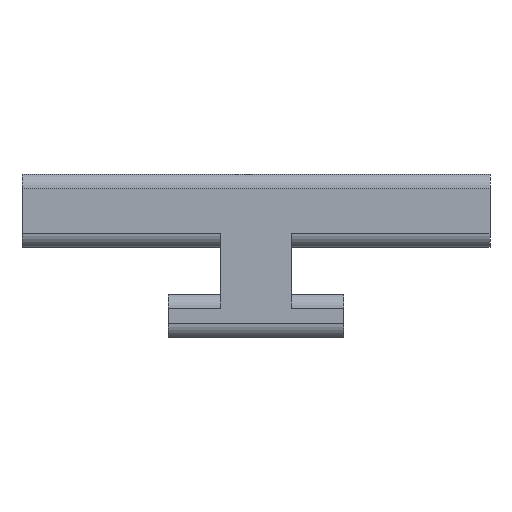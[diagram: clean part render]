
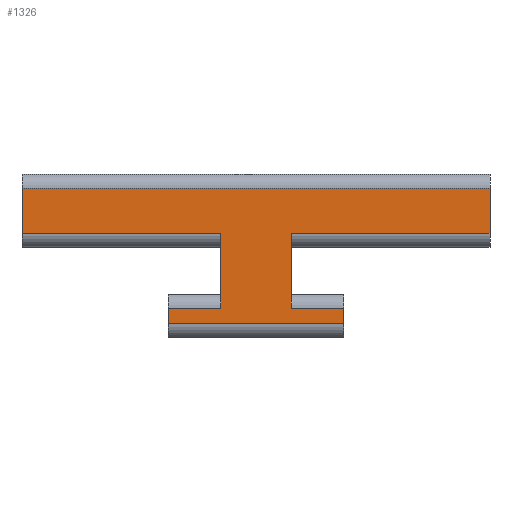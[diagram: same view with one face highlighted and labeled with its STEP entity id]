
A CAD part, front view. The second image highlights one B-rep face of the part: STEP entity #1326.
In plain terms, the highlighted planar face has unit normal (0, -1, 0).
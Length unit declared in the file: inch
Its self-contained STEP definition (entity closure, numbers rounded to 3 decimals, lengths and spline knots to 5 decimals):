
#825=CARTESIAN_POINT('Vertex',(-1.,-38.38,-0.09625)) ;
#828=CARTESIAN_POINT('Line Origine',(-1.,-38.38,0.)) ;
#832=CARTESIAN_POINT('Vertex',(-1.,-38.38,0.09625)) ;
#881=CARTESIAN_POINT('Vertex',(-0.15,-38.38,-0.09625)) ;
#884=CARTESIAN_POINT('Line Origine',(0.,-38.38,-0.09625)) ;
#905=CARTESIAN_POINT('Vertex',(-0.15,-38.38,-0.41625)) ;
#908=CARTESIAN_POINT('Line Origine',(-0.15,-38.38,-0.25625)) ;
#1138=CARTESIAN_POINT('Vertex',(-0.375,-38.38,-0.41625)) ;
#1141=CARTESIAN_POINT('Line Origine',(0.,-38.38,-0.41625)) ;
#1176=CARTESIAN_POINT('Vertex',(-0.375,-38.38,-0.48375)) ;
#1179=CARTESIAN_POINT('Line Origine',(-0.375,-38.38,-0.45)) ;
#1252=CARTESIAN_POINT('Vertex',(1.,-38.38,0.09625)) ;
#1255=CARTESIAN_POINT('Line Origine',(0.,-38.38,0.09625)) ;
#1267=CARTESIAN_POINT('Axis2P3D Location',(0.,-38.38,0.)) ;
#1272=CARTESIAN_POINT('Line Origine',(0.,-38.38,-0.48375)) ;
#1276=CARTESIAN_POINT('Vertex',(0.375,-38.38,-0.48375)) ;
#1279=CARTESIAN_POINT('Line Origine',(0.375,-38.38,-0.45)) ;
#1283=CARTESIAN_POINT('Vertex',(0.375,-38.38,-0.41625)) ;
#1286=CARTESIAN_POINT('Line Origine',(0.2625,-38.38,-0.41625)) ;
#1290=CARTESIAN_POINT('Vertex',(0.15,-38.38,-0.41625)) ;
#1293=CARTESIAN_POINT('Line Origine',(0.15,-38.38,-0.25625)) ;
#1297=CARTESIAN_POINT('Vertex',(0.15,-38.38,-0.09625)) ;
#1300=CARTESIAN_POINT('Line Origine',(0.575,-38.38,-0.09625)) ;
#1304=CARTESIAN_POINT('Vertex',(1.,-38.38,-0.09625)) ;
#1307=CARTESIAN_POINT('Line Origine',(1.,-38.38,0.)) ;
#829=DIRECTION('Vector Direction',(0.,0.,1.)) ;
#885=DIRECTION('Vector Direction',(-1.,0.,0.)) ;
#909=DIRECTION('Vector Direction',(0.,0.,-1.)) ;
#1142=DIRECTION('Vector Direction',(1.,0.,0.)) ;
#1180=DIRECTION('Vector Direction',(0.,0.,1.)) ;
#1256=DIRECTION('Vector Direction',(-1.,0.,0.)) ;
#1268=DIRECTION('Axis2P3D Direction',(0.,1.,-0.)) ;
#1269=DIRECTION('Axis2P3D XDirection',(-1.,0.,0.)) ;
#1273=DIRECTION('Vector Direction',(-1.,0.,0.)) ;
#1280=DIRECTION('Vector Direction',(0.,0.,-1.)) ;
#1287=DIRECTION('Vector Direction',(1.,0.,0.)) ;
#1294=DIRECTION('Vector Direction',(0.,0.,-1.)) ;
#1301=DIRECTION('Vector Direction',(-1.,0.,0.)) ;
#1308=DIRECTION('Vector Direction',(0.,0.,-1.)) ;
#1270=AXIS2_PLACEMENT_3D('Plane Axis2P3D',#1267,#1268,#1269) ;
#1313=ORIENTED_EDGE('',*,*,#1145,.F.) ;
#1314=ORIENTED_EDGE('',*,*,#1183,.F.) ;
#1315=ORIENTED_EDGE('',*,*,#1278,.F.) ;
#1316=ORIENTED_EDGE('',*,*,#1285,.F.) ;
#1317=ORIENTED_EDGE('',*,*,#1292,.F.) ;
#1318=ORIENTED_EDGE('',*,*,#1299,.F.) ;
#1319=ORIENTED_EDGE('',*,*,#1306,.F.) ;
#1320=ORIENTED_EDGE('',*,*,#1311,.F.) ;
#1321=ORIENTED_EDGE('',*,*,#1259,.F.) ;
#1322=ORIENTED_EDGE('',*,*,#834,.F.) ;
#1323=ORIENTED_EDGE('',*,*,#888,.F.) ;
#1324=ORIENTED_EDGE('',*,*,#912,.F.) ;
#830=VECTOR('Line Direction',#829,0.03937) ;
#886=VECTOR('Line Direction',#885,0.03937) ;
#910=VECTOR('Line Direction',#909,0.03937) ;
#1143=VECTOR('Line Direction',#1142,0.03937) ;
#1181=VECTOR('Line Direction',#1180,0.03937) ;
#1257=VECTOR('Line Direction',#1256,0.03937) ;
#1274=VECTOR('Line Direction',#1273,0.03937) ;
#1281=VECTOR('Line Direction',#1280,0.03937) ;
#1288=VECTOR('Line Direction',#1287,0.03937) ;
#1295=VECTOR('Line Direction',#1294,0.03937) ;
#1302=VECTOR('Line Direction',#1301,0.03937) ;
#1309=VECTOR('Line Direction',#1308,0.03937) ;
#1326=ADVANCED_FACE('MASTER MODEL',(#1325),#1271,.F.) ;
#834=EDGE_CURVE('',#826,#833,#831,.T.) ;
#888=EDGE_CURVE('',#882,#826,#887,.T.) ;
#912=EDGE_CURVE('',#906,#882,#911,.F.) ;
#1145=EDGE_CURVE('',#1139,#906,#1144,.T.) ;
#1183=EDGE_CURVE('',#1177,#1139,#1182,.T.) ;
#1259=EDGE_CURVE('',#833,#1253,#1258,.F.) ;
#1278=EDGE_CURVE('',#1277,#1177,#1275,.T.) ;
#1285=EDGE_CURVE('',#1284,#1277,#1282,.T.) ;
#1292=EDGE_CURVE('',#1291,#1284,#1289,.T.) ;
#1299=EDGE_CURVE('',#1298,#1291,#1296,.T.) ;
#1306=EDGE_CURVE('',#1305,#1298,#1303,.T.) ;
#1311=EDGE_CURVE('',#1253,#1305,#1310,.T.) ;
#1312=EDGE_LOOP('',(#1313,#1314,#1315,#1316,#1317,#1318,#1319,#1320,#1321,#1322,#1323,#1324)) ;
#1325=FACE_OUTER_BOUND('',#1312,.T.) ;
#831=LINE('Line',#828,#830) ;
#887=LINE('Line',#884,#886) ;
#911=LINE('Line',#908,#910) ;
#1144=LINE('Line',#1141,#1143) ;
#1182=LINE('Line',#1179,#1181) ;
#1258=LINE('Line',#1255,#1257) ;
#1275=LINE('Line',#1272,#1274) ;
#1282=LINE('Line',#1279,#1281) ;
#1289=LINE('Line',#1286,#1288) ;
#1296=LINE('Line',#1293,#1295) ;
#1303=LINE('Line',#1300,#1302) ;
#1310=LINE('Line',#1307,#1309) ;
#1271=PLANE('',#1270) ;
#826=VERTEX_POINT('',#825) ;
#833=VERTEX_POINT('',#832) ;
#882=VERTEX_POINT('',#881) ;
#906=VERTEX_POINT('',#905) ;
#1139=VERTEX_POINT('',#1138) ;
#1177=VERTEX_POINT('',#1176) ;
#1253=VERTEX_POINT('',#1252) ;
#1277=VERTEX_POINT('',#1276) ;
#1284=VERTEX_POINT('',#1283) ;
#1291=VERTEX_POINT('',#1290) ;
#1298=VERTEX_POINT('',#1297) ;
#1305=VERTEX_POINT('',#1304) ;
